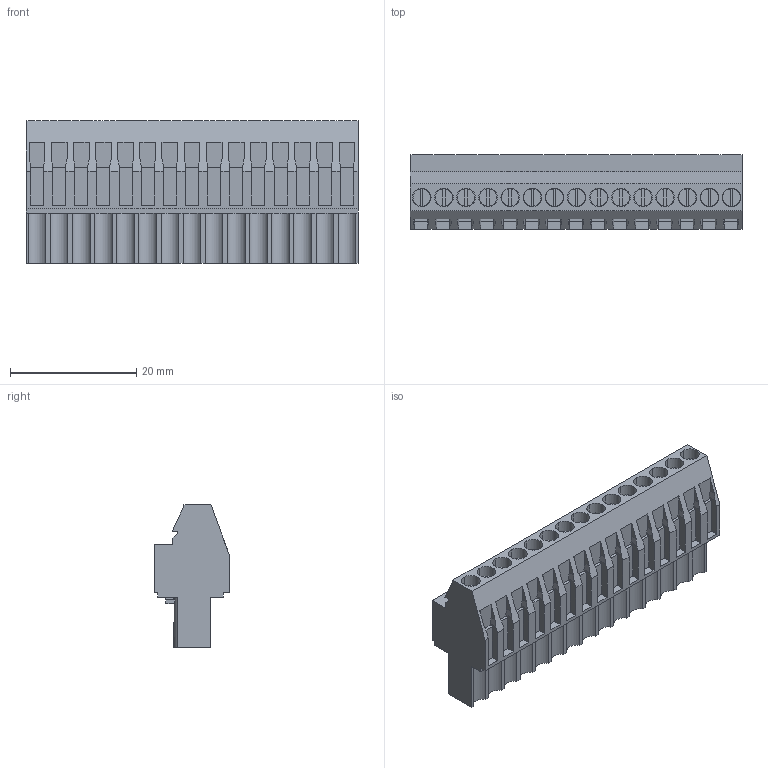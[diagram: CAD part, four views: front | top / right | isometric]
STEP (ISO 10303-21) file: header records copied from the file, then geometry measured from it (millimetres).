
FILE_DESCRIPTION(('CATIA V5 STEP Exchange','CAx-IF Rec.Pracs.--- Model Styling and Organization---1.2---2011-12-15'),'2;1');
FILE_NAME ('D1454019_0_1638680000_1638680000.stp','2017-04-18T07:15:14+00:00',('none'),('Weidmueller'),'CATIA Version 5-6 Release 2014','CATIA V5 STEP AP214','none');
FILE_SCHEMA(('AUTOMOTIVE_DESIGN { 1 0 10303 214 1 1 1 1 }'));
Length unit declared in the file: millimetre
Products named in the file (1): 1638690000
Bounding box: 52.5 x 11.83 x 22.6 mm (x, y, z)
Volume: 8076.7 mm3; surface area: 6109.1 mm2
Topology: 16 solids, 16 shells, 862 faces, 2380 edges, 1610 vertices
Faces by surface type: plane 742, cylinder 120
Entity records: 25497 total; most frequent: ORIENTED_EDGE 4760, CARTESIAN_POINT 4713, DIRECTION 3434, EDGE_CURVE 2380, VECTOR 1990, LINE 1990, VERTEX_POINT 1610, EDGE_LOOP 922
